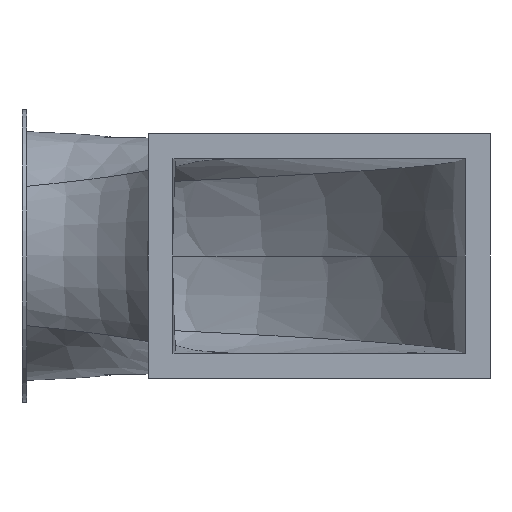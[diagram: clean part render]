
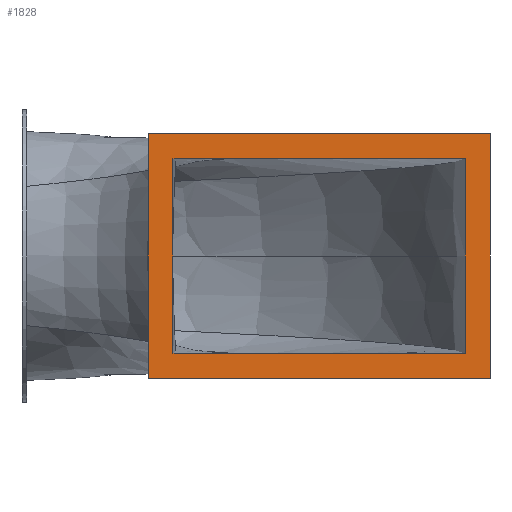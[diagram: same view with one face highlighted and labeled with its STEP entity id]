
A CAD part, front view. The second image highlights one B-rep face of the part: STEP entity #1828.
In plain terms, the highlighted planar face has unit normal (0, -1, 0).
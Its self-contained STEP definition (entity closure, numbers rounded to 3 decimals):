
#1569 = VERTEX_POINT('',#1570);
#1570 = CARTESIAN_POINT('',(129.6,0.,125.4));
#1576 = EDGE_CURVE('',#1569,#1577,#1579,.T.);
#1577 = VERTEX_POINT('',#1578);
#1578 = CARTESIAN_POINT('',(480.4,0.,125.4));
#1579 = LINE('',#1580,#1581);
#1580 = CARTESIAN_POINT('',(129.6,0.,125.4));
#1581 = VECTOR('',#1582,1.);
#1582 = DIRECTION('',(1.,0.,0.));
#1607 = EDGE_CURVE('',#1577,#1608,#1610,.T.);
#1608 = VERTEX_POINT('',#1609);
#1609 = CARTESIAN_POINT('',(480.4,0.,-125.4));
#1610 = LINE('',#1611,#1612);
#1611 = CARTESIAN_POINT('',(480.4,0.,125.4));
#1612 = VECTOR('',#1613,1.);
#1613 = DIRECTION('',(0.,0.,-1.));
#1638 = EDGE_CURVE('',#1608,#1639,#1641,.T.);
#1639 = VERTEX_POINT('',#1640);
#1640 = CARTESIAN_POINT('',(129.6,0.,-125.4));
#1641 = LINE('',#1642,#1643);
#1642 = CARTESIAN_POINT('',(480.4,0.,-125.4));
#1643 = VECTOR('',#1644,1.);
#1644 = DIRECTION('',(-1.,0.,0.));
#1669 = EDGE_CURVE('',#1639,#1569,#1670,.T.);
#1670 = LINE('',#1671,#1672);
#1671 = CARTESIAN_POINT('',(129.6,0.,-125.4));
#1672 = VECTOR('',#1673,1.);
#1673 = DIRECTION('',(0.,0.,1.));
#1693 = VERTEX_POINT('',#1694);
#1694 = CARTESIAN_POINT('',(155.,0.,100.));
#1700 = EDGE_CURVE('',#1693,#1701,#1703,.T.);
#1701 = VERTEX_POINT('',#1702);
#1702 = CARTESIAN_POINT('',(455.,0.,100.));
#1703 = LINE('',#1704,#1705);
#1704 = CARTESIAN_POINT('',(155.,0.,100.));
#1705 = VECTOR('',#1706,1.);
#1706 = DIRECTION('',(1.,0.,0.));
#1731 = EDGE_CURVE('',#1701,#1732,#1734,.T.);
#1732 = VERTEX_POINT('',#1733);
#1733 = CARTESIAN_POINT('',(455.,0.,-100.));
#1734 = LINE('',#1735,#1736);
#1735 = CARTESIAN_POINT('',(455.,0.,100.));
#1736 = VECTOR('',#1737,1.);
#1737 = DIRECTION('',(0.,0.,-1.));
#1762 = EDGE_CURVE('',#1732,#1763,#1765,.T.);
#1763 = VERTEX_POINT('',#1764);
#1764 = CARTESIAN_POINT('',(155.,0.,-100.));
#1765 = LINE('',#1766,#1767);
#1766 = CARTESIAN_POINT('',(455.,0.,-100.));
#1767 = VECTOR('',#1768,1.);
#1768 = DIRECTION('',(-1.,0.,0.));
#1793 = EDGE_CURVE('',#1763,#1693,#1794,.T.);
#1794 = LINE('',#1795,#1796);
#1795 = CARTESIAN_POINT('',(155.,0.,-100.));
#1796 = VECTOR('',#1797,1.);
#1797 = DIRECTION('',(0.,0.,1.));
#1828 = ADVANCED_FACE('',(#1829,#1835),#1841,.F.);
#1829 = FACE_BOUND('',#1830,.F.);
#1830 = EDGE_LOOP('',(#1831,#1832,#1833,#1834));
#1831 = ORIENTED_EDGE('',*,*,#1576,.T.);
#1832 = ORIENTED_EDGE('',*,*,#1607,.T.);
#1833 = ORIENTED_EDGE('',*,*,#1638,.T.);
#1834 = ORIENTED_EDGE('',*,*,#1669,.T.);
#1835 = FACE_BOUND('',#1836,.T.);
#1836 = EDGE_LOOP('',(#1837,#1838,#1839,#1840));
#1837 = ORIENTED_EDGE('',*,*,#1700,.T.);
#1838 = ORIENTED_EDGE('',*,*,#1731,.T.);
#1839 = ORIENTED_EDGE('',*,*,#1762,.T.);
#1840 = ORIENTED_EDGE('',*,*,#1793,.T.);
#1841 = PLANE('',#1842);
#1842 = AXIS2_PLACEMENT_3D('',#1843,#1844,#1845);
#1843 = CARTESIAN_POINT('',(305.,0.,0.));
#1844 = DIRECTION('',(0.,1.,0.));
#1845 = DIRECTION('',(1.,0.,0.));
